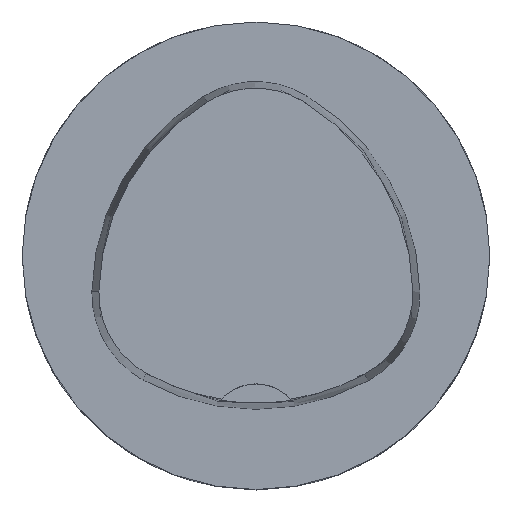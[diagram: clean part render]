
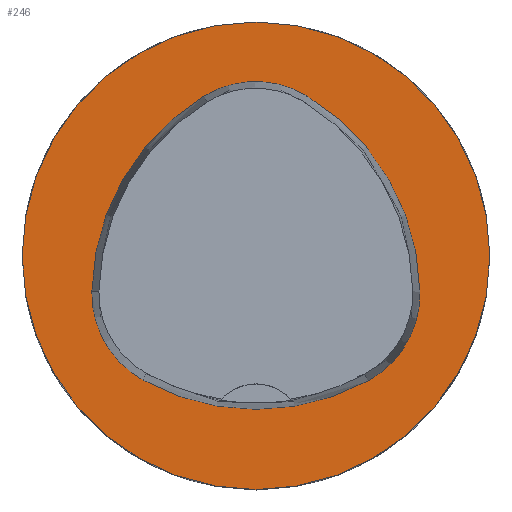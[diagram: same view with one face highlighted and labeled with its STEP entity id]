
A CAD part, top view. The second image highlights one B-rep face of the part: STEP entity #246.
In plain terms, the highlighted planar face has unit normal (0, 0, 1).
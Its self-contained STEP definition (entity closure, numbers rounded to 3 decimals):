
#246=ADVANCED_FACE('',(#492,#493),#304,.T.);
#304=PLANE('',#1434);
#492=FACE_BOUND('',#547,.T.);
#493=FACE_BOUND('',#548,.T.);
#547=EDGE_LOOP('',(#758,#759,#760,#761,#762,#763));
#548=EDGE_LOOP('',(#764));
#758=ORIENTED_EDGE('',*,*,#1154,.T.);
#759=ORIENTED_EDGE('',*,*,#1134,.T.);
#760=ORIENTED_EDGE('',*,*,#1138,.T.);
#761=ORIENTED_EDGE('',*,*,#1141,.T.);
#762=ORIENTED_EDGE('',*,*,#1144,.T.);
#763=ORIENTED_EDGE('',*,*,#1152,.T.);
#764=ORIENTED_EDGE('',*,*,#1157,.F.);
#1006=VERTEX_POINT('',#2277);
#1007=VERTEX_POINT('',#2278);
#1010=VERTEX_POINT('',#2286);
#1012=VERTEX_POINT('',#2292);
#1014=VERTEX_POINT('',#2298);
#1021=VERTEX_POINT('',#2319);
#1022=VERTEX_POINT('',#2329);
#1134=EDGE_CURVE('',#1006,#1007,#1245,.T.);
#1138=EDGE_CURVE('',#1007,#1010,#1247,.T.);
#1141=EDGE_CURVE('',#1010,#1012,#1249,.T.);
#1144=EDGE_CURVE('',#1012,#1014,#1251,.T.);
#1152=EDGE_CURVE('',#1014,#1021,#1255,.T.);
#1154=EDGE_CURVE('',#1021,#1006,#1257,.T.);
#1157=EDGE_CURVE('',#1022,#1022,#1260,.T.);
#1245=CIRCLE('',#1411,20.);
#1247=CIRCLE('',#1414,8.5);
#1249=CIRCLE('',#1417,20.);
#1251=CIRCLE('',#1420,8.5);
#1255=CIRCLE('',#1425,20.);
#1257=CIRCLE('',#1428,8.5);
#1260=CIRCLE('',#1433,20.);
#1411=AXIS2_PLACEMENT_3D('',#2276,#1672,#1673);
#1414=AXIS2_PLACEMENT_3D('',#2285,#1680,#1681);
#1417=AXIS2_PLACEMENT_3D('',#2291,#1687,#1688);
#1420=AXIS2_PLACEMENT_3D('',#2297,#1694,#1695);
#1425=AXIS2_PLACEMENT_3D('',#2320,#1706,#1707);
#1428=AXIS2_PLACEMENT_3D('',#2323,#1712,#1713);
#1433=AXIS2_PLACEMENT_3D('',#2328,#1722,#1723);
#1434=AXIS2_PLACEMENT_3D('',#2330,#1724,#1725);
#1672=DIRECTION('',(0.,0.,-1.));
#1673=DIRECTION('',(-1.,0.,0.));
#1680=DIRECTION('',(0.,0.,-1.));
#1681=DIRECTION('',(-1.,0.,0.));
#1687=DIRECTION('',(0.,0.,-1.));
#1688=DIRECTION('',(-1.,0.,0.));
#1694=DIRECTION('',(0.,0.,-1.));
#1695=DIRECTION('',(-1.,0.,0.));
#1706=DIRECTION('',(0.,0.,-1.));
#1707=DIRECTION('',(-1.,0.,0.));
#1712=DIRECTION('',(0.,0.,-1.));
#1713=DIRECTION('',(-1.,0.,0.));
#1722=DIRECTION('',(0.,0.,-1.));
#1723=DIRECTION('',(-1.,0.,0.));
#1724=DIRECTION('',(0.,0.,1.));
#1725=DIRECTION('',(1.,0.,0.));
#2276=CARTESIAN_POINT('',(5.955,-3.414,0.));
#2277=CARTESIAN_POINT('',(-14.041,-3.042,0.));
#2278=CARTESIAN_POINT('',(-4.472,13.653,0.));
#2285=CARTESIAN_POINT('',(-0.04,6.4,0.));
#2286=CARTESIAN_POINT('',(4.347,13.68,0.));
#2291=CARTESIAN_POINT('',(-5.976,-3.45,0.));
#2292=CARTESIAN_POINT('',(14.021,-3.075,0.));
#2297=CARTESIAN_POINT('',(5.522,-3.235,0.));
#2298=CARTESIAN_POINT('',(9.588,-10.699,0.));
#2319=CARTESIAN_POINT('',(-9.655,-10.639,0.));
#2320=CARTESIAN_POINT('',(0.022,6.864,0.));
#2323=CARTESIAN_POINT('',(-5.543,-3.2,0.));
#2328=CARTESIAN_POINT('',(0.,0.,0.));
#2329=CARTESIAN_POINT('',(-20.,0.,0.));
#2330=CARTESIAN_POINT('',(0.,0.,0.));
